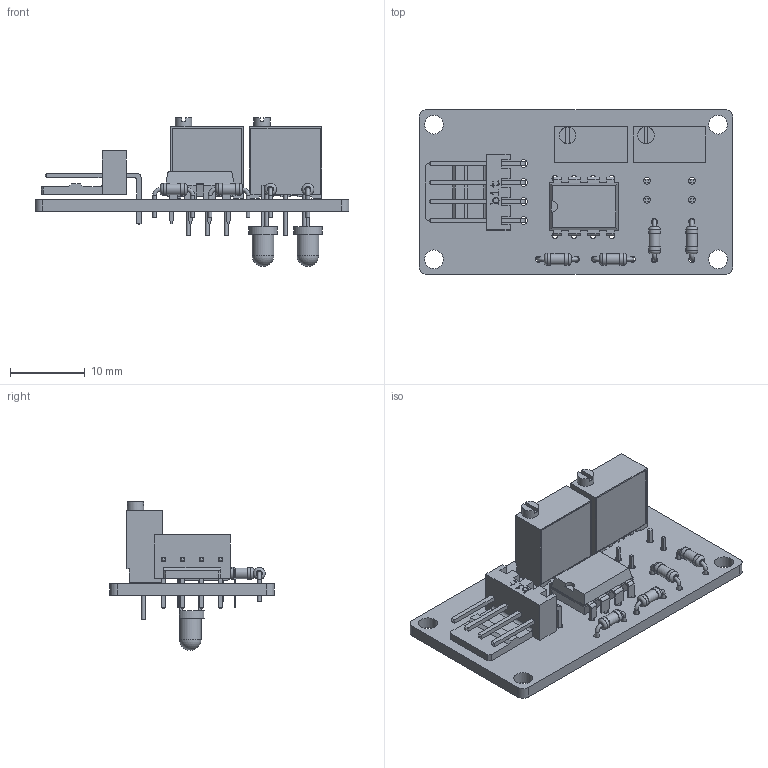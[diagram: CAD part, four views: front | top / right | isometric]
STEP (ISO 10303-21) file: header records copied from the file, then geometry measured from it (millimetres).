
FILE_DESCRIPTION(('KiCad electronic assembly'),'2;1');
FILE_NAME('color_sensors.step','2021-03-09T10:44:00',('An Author'),( 'A Company'),'Open CASCADE STEP processor 7.5', 'KiCad to STEP converter','Unknown');
FILE_SCHEMA(('AUTOMOTIVE_DESIGN { 1 0 10303 214 1 1 1 1 }'));
Length unit declared in the file: millimetre
Products named in the file (12): Open CASCADE STEP translator 7.5 1; trimmerpot; SOLID; Molex-2.54-4pin-angle; COMPOUND; LED_D3.0mm_Clear; DIP-8_W7.62mm; R_Axial_DIN0204_L3.6mm_D1.6mm_P5.08mm_Horizontal
Assembly tree (16 placements, depth 3):
  Open CASCADE STEP translator 7.5 1
    trimmerpot  x2
      SOLID
    Molex-2.54-4pin-angle
      COMPOUND
    LED_D3.0mm_Clear  x2
      SOLID
    DIP-8_W7.62mm
      SOLID
    R_Axial_DIN0204_L3.6mm_D1.6mm_P5.08mm_Horizontal  x4
      SOLID
    COMPOUND
Bounding box: 42 x 22 x 19.91 mm (x, y, z)
Volume: 2816.7 mm3; surface area: 4198.5 mm2
Topology: 15 solids, 15 shells, 915 faces, 2362 edges, 1542 vertices
Faces by surface type: plane 628, bspline 151, cylinder 118, torus 16, sphere 2
Full cylindrical faces by diameter (mm): 0.5 x14, 0.739 x6, 0.813 x16, 0.9 x4, 1.016 x4, 1.44 x4, 1.6 x8, 2.22 x2, 2.5 x4, 2.9 x2
Entity records: 51283 total; most frequent: CARTESIAN_POINT 15991, DIRECTION 5616, LINE 4011, VECTOR 4011, ORIENTED_EDGE 3308, PCURVE 3308, DEFINITIONAL_REPRESENTATION 3308, EDGE_CURVE 1654
